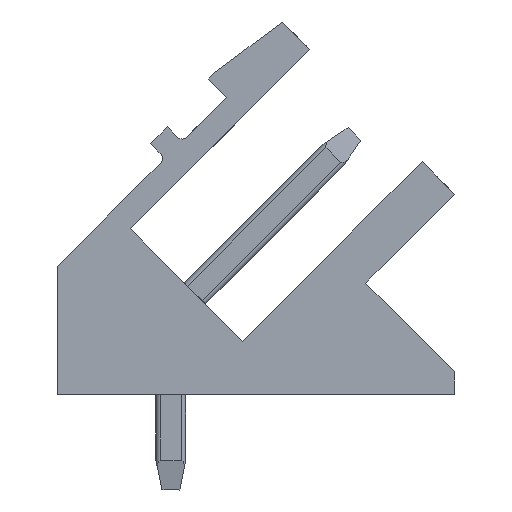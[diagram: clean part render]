
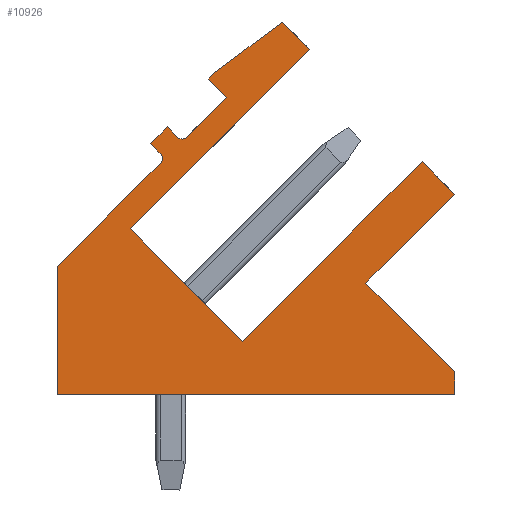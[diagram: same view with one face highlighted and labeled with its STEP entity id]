
A CAD part, left-side view. The second image highlights one B-rep face of the part: STEP entity #10926.
In plain terms, the highlighted planar face has unit normal (-1, 0, 0).
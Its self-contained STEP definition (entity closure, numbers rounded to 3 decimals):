
#9628=AXIS2_PLACEMENT_3D('Circle Axis2P3D',#9626,#9627,$) ;
#10897=AXIS2_PLACEMENT_3D('Plane Axis2P3D',#10894,#10895,#10896) ;
#10901=AXIS2_PLACEMENT_3D('Circle Axis2P3D',#10899,#10900,$) ;
#213=CARTESIAN_POINT('Vertex',(0.,8.98,11.809)) ;
#216=CARTESIAN_POINT('Line Origine',(0.,8.309,12.481)) ;
#220=CARTESIAN_POINT('Vertex',(0.,7.637,13.153)) ;
#1535=CARTESIAN_POINT('Vertex',(0.,4.851,14.751)) ;
#1538=CARTESIAN_POINT('Line Origine',(0.,7.856,11.746)) ;
#1542=CARTESIAN_POINT('Vertex',(0.,10.861,8.74)) ;
#1671=CARTESIAN_POINT('Vertex',(0.,5.77,15.67)) ;
#1674=CARTESIAN_POINT('Line Origine',(0.,5.31,15.21)) ;
#2916=CARTESIAN_POINT('Line Origine',(0.,7.941,13.457)) ;
#2920=CARTESIAN_POINT('Vertex',(0.,8.245,13.761)) ;
#4212=CARTESIAN_POINT('Line Origine',(0.,8.98,6.859)) ;
#4216=CARTESIAN_POINT('Vertex',(0.,7.099,4.979)) ;
#6904=CARTESIAN_POINT('Line Origine',(0.,8.139,13.867)) ;
#6908=CARTESIAN_POINT('Vertex',(0.,8.033,13.973)) ;
#6959=CARTESIAN_POINT('Line Origine',(0.,4.094,7.984)) ;
#6963=CARTESIAN_POINT('Vertex',(0.,1.089,10.989)) ;
#8035=CARTESIAN_POINT('Line Origine',(0.,0.544,10.444)) ;
#8039=CARTESIAN_POINT('Vertex',(0.,0.,9.9)) ;
#8101=CARTESIAN_POINT('Line Origine',(0.,1.485,8.415)) ;
#8105=CARTESIAN_POINT('Vertex',(0.,2.97,6.93)) ;
#8125=CARTESIAN_POINT('Line Origine',(0.,1.485,5.445)) ;
#8129=CARTESIAN_POINT('Vertex',(0.,0.,3.96)) ;
#8149=CARTESIAN_POINT('Line Origine',(0.,0.,3.58)) ;
#8153=CARTESIAN_POINT('Vertex',(0.,0.,3.2)) ;
#8173=CARTESIAN_POINT('Line Origine',(0.,6.65,3.2)) ;
#8177=CARTESIAN_POINT('Vertex',(0.,13.3,3.2)) ;
#9583=CARTESIAN_POINT('Line Origine',(0.,13.3,5.345)) ;
#9587=CARTESIAN_POINT('Vertex',(0.,13.3,7.489)) ;
#9602=CARTESIAN_POINT('Line Origine',(0.,11.564,9.225)) ;
#9606=CARTESIAN_POINT('Vertex',(0.,9.829,10.961)) ;
#9626=CARTESIAN_POINT('Axis2P3D Location',(0.,9.97,11.102)) ;
#9630=CARTESIAN_POINT('Vertex',(0.,9.829,11.244)) ;
#9650=CARTESIAN_POINT('Line Origine',(0.,10.006,11.42)) ;
#9654=CARTESIAN_POINT('Vertex',(0.,10.182,11.597)) ;
#9674=CARTESIAN_POINT('Line Origine',(0.,9.899,11.88)) ;
#9678=CARTESIAN_POINT('Vertex',(0.,9.617,12.163)) ;
#9698=CARTESIAN_POINT('Line Origine',(0.,9.44,11.986)) ;
#9702=CARTESIAN_POINT('Vertex',(0.,9.263,11.809)) ;
#9962=CARTESIAN_POINT('Line Origine',(0.,6.901,14.821)) ;
#10894=CARTESIAN_POINT('Axis2P3D Location',(0.,0.,0.)) ;
#10899=CARTESIAN_POINT('Axis2P3D Location',(0.,9.122,11.951)) ;
#217=DIRECTION('Vector Direction',(0.,-0.707,0.707)) ;
#1539=DIRECTION('Vector Direction',(0.,0.707,-0.707)) ;
#1675=DIRECTION('Vector Direction',(0.,-0.707,-0.707)) ;
#2917=DIRECTION('Vector Direction',(0.,0.707,0.707)) ;
#4213=DIRECTION('Vector Direction',(0.,-0.707,-0.707)) ;
#6905=DIRECTION('Vector Direction',(0.,-0.707,0.707)) ;
#6960=DIRECTION('Vector Direction',(0.,-0.707,0.707)) ;
#8036=DIRECTION('Vector Direction',(0.,-0.707,-0.707)) ;
#8102=DIRECTION('Vector Direction',(0.,0.707,-0.707)) ;
#8126=DIRECTION('Vector Direction',(0.,-0.707,-0.707)) ;
#8150=DIRECTION('Vector Direction',(0.,0.,-1.)) ;
#8174=DIRECTION('Vector Direction',(0.,1.,0.)) ;
#9584=DIRECTION('Vector Direction',(0.,0.,1.)) ;
#9603=DIRECTION('Vector Direction',(0.,-0.707,0.707)) ;
#9627=DIRECTION('Axis2P3D Direction',(-1.,0.,0.)) ;
#9651=DIRECTION('Vector Direction',(0.,0.707,0.707)) ;
#9675=DIRECTION('Vector Direction',(0.,-0.707,0.707)) ;
#9699=DIRECTION('Vector Direction',(0.,-0.707,-0.707)) ;
#9963=DIRECTION('Vector Direction',(0.,-0.8,0.6)) ;
#10895=DIRECTION('Axis2P3D Direction',(-1.,0.,0.)) ;
#10896=DIRECTION('Axis2P3D XDirection',(0.,0.,1.)) ;
#10900=DIRECTION('Axis2P3D Direction',(-1.,0.,0.)) ;
#218=VECTOR('Line Direction',#217,1.) ;
#1540=VECTOR('Line Direction',#1539,1.) ;
#1676=VECTOR('Line Direction',#1675,1.) ;
#2918=VECTOR('Line Direction',#2917,1.) ;
#4214=VECTOR('Line Direction',#4213,1.) ;
#6906=VECTOR('Line Direction',#6905,1.) ;
#6961=VECTOR('Line Direction',#6960,1.) ;
#8037=VECTOR('Line Direction',#8036,1.) ;
#8103=VECTOR('Line Direction',#8102,1.) ;
#8127=VECTOR('Line Direction',#8126,1.) ;
#8151=VECTOR('Line Direction',#8150,1.) ;
#8175=VECTOR('Line Direction',#8174,1.) ;
#9585=VECTOR('Line Direction',#9584,1.) ;
#9604=VECTOR('Line Direction',#9603,1.) ;
#9652=VECTOR('Line Direction',#9651,1.) ;
#9676=VECTOR('Line Direction',#9675,1.) ;
#9700=VECTOR('Line Direction',#9699,1.) ;
#9964=VECTOR('Line Direction',#9963,1.) ;
#10905=ORIENTED_EDGE('',*,*,#4218,.T.) ;
#10906=ORIENTED_EDGE('',*,*,#1544,.T.) ;
#10907=ORIENTED_EDGE('',*,*,#1678,.T.) ;
#10908=ORIENTED_EDGE('',*,*,#9966,.T.) ;
#10909=ORIENTED_EDGE('',*,*,#6910,.T.) ;
#10910=ORIENTED_EDGE('',*,*,#2922,.T.) ;
#10911=ORIENTED_EDGE('',*,*,#222,.T.) ;
#10912=ORIENTED_EDGE('',*,*,#10903,.T.) ;
#10913=ORIENTED_EDGE('',*,*,#9704,.T.) ;
#10914=ORIENTED_EDGE('',*,*,#9680,.T.) ;
#10915=ORIENTED_EDGE('',*,*,#9656,.T.) ;
#10916=ORIENTED_EDGE('',*,*,#9632,.T.) ;
#10917=ORIENTED_EDGE('',*,*,#9608,.T.) ;
#10918=ORIENTED_EDGE('',*,*,#9589,.T.) ;
#10919=ORIENTED_EDGE('',*,*,#8179,.T.) ;
#10920=ORIENTED_EDGE('',*,*,#8155,.T.) ;
#10921=ORIENTED_EDGE('',*,*,#8131,.T.) ;
#10922=ORIENTED_EDGE('',*,*,#8107,.T.) ;
#10923=ORIENTED_EDGE('',*,*,#8041,.T.) ;
#10924=ORIENTED_EDGE('',*,*,#6965,.T.) ;
#10926=ADVANCED_FACE('Housing',(#10925),#10898,.T.) ;
#9629=CIRCLE('generated circle',#9628,0.2) ;
#10902=CIRCLE('generated circle',#10901,0.2) ;
#222=EDGE_CURVE('',#221,#214,#219,.F.) ;
#1544=EDGE_CURVE('',#1543,#1536,#1541,.F.) ;
#1678=EDGE_CURVE('',#1536,#1672,#1677,.F.) ;
#2922=EDGE_CURVE('',#2921,#221,#2919,.F.) ;
#4218=EDGE_CURVE('',#4217,#1543,#4215,.F.) ;
#6910=EDGE_CURVE('',#6909,#2921,#6907,.F.) ;
#6965=EDGE_CURVE('',#6964,#4217,#6962,.F.) ;
#8041=EDGE_CURVE('',#8040,#6964,#8038,.F.) ;
#8107=EDGE_CURVE('',#8106,#8040,#8104,.F.) ;
#8131=EDGE_CURVE('',#8130,#8106,#8128,.F.) ;
#8155=EDGE_CURVE('',#8154,#8130,#8152,.F.) ;
#8179=EDGE_CURVE('',#8178,#8154,#8176,.F.) ;
#9589=EDGE_CURVE('',#9588,#8178,#9586,.F.) ;
#9608=EDGE_CURVE('',#9607,#9588,#9605,.F.) ;
#9632=EDGE_CURVE('',#9631,#9607,#9629,.F.) ;
#9656=EDGE_CURVE('',#9655,#9631,#9653,.F.) ;
#9680=EDGE_CURVE('',#9679,#9655,#9677,.F.) ;
#9704=EDGE_CURVE('',#9703,#9679,#9701,.F.) ;
#9966=EDGE_CURVE('',#1672,#6909,#9965,.F.) ;
#10903=EDGE_CURVE('',#214,#9703,#10902,.F.) ;
#10904=EDGE_LOOP('',(#10905,#10906,#10907,#10908,#10909,#10910,#10911,#10912,#10913,#10914,#10915,#10916,#10917,#10918,#10919,#10920,#10921,#10922,#10923,#10924)) ;
#10925=FACE_OUTER_BOUND('',#10904,.T.) ;
#219=LINE('Line',#216,#218) ;
#1541=LINE('Line',#1538,#1540) ;
#1677=LINE('Line',#1674,#1676) ;
#2919=LINE('Line',#2916,#2918) ;
#4215=LINE('Line',#4212,#4214) ;
#6907=LINE('Line',#6904,#6906) ;
#6962=LINE('Line',#6959,#6961) ;
#8038=LINE('Line',#8035,#8037) ;
#8104=LINE('Line',#8101,#8103) ;
#8128=LINE('Line',#8125,#8127) ;
#8152=LINE('Line',#8149,#8151) ;
#8176=LINE('Line',#8173,#8175) ;
#9586=LINE('Line',#9583,#9585) ;
#9605=LINE('Line',#9602,#9604) ;
#9653=LINE('Line',#9650,#9652) ;
#9677=LINE('Line',#9674,#9676) ;
#9701=LINE('Line',#9698,#9700) ;
#9965=LINE('Line',#9962,#9964) ;
#10898=PLANE('',#10897) ;
#214=VERTEX_POINT('',#213) ;
#221=VERTEX_POINT('',#220) ;
#1536=VERTEX_POINT('',#1535) ;
#1543=VERTEX_POINT('',#1542) ;
#1672=VERTEX_POINT('',#1671) ;
#2921=VERTEX_POINT('',#2920) ;
#4217=VERTEX_POINT('',#4216) ;
#6909=VERTEX_POINT('',#6908) ;
#6964=VERTEX_POINT('',#6963) ;
#8040=VERTEX_POINT('',#8039) ;
#8106=VERTEX_POINT('',#8105) ;
#8130=VERTEX_POINT('',#8129) ;
#8154=VERTEX_POINT('',#8153) ;
#8178=VERTEX_POINT('',#8177) ;
#9588=VERTEX_POINT('',#9587) ;
#9607=VERTEX_POINT('',#9606) ;
#9631=VERTEX_POINT('',#9630) ;
#9655=VERTEX_POINT('',#9654) ;
#9679=VERTEX_POINT('',#9678) ;
#9703=VERTEX_POINT('',#9702) ;
